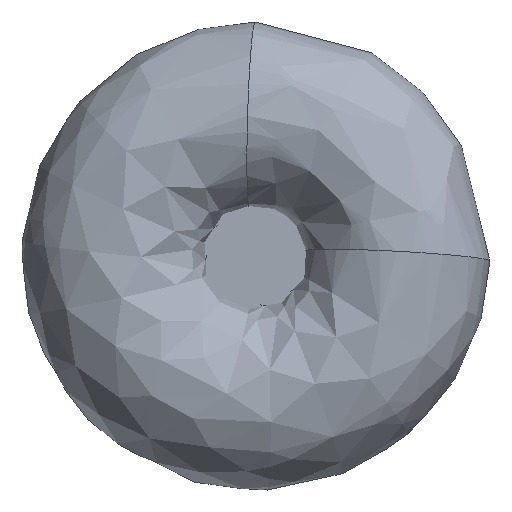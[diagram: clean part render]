
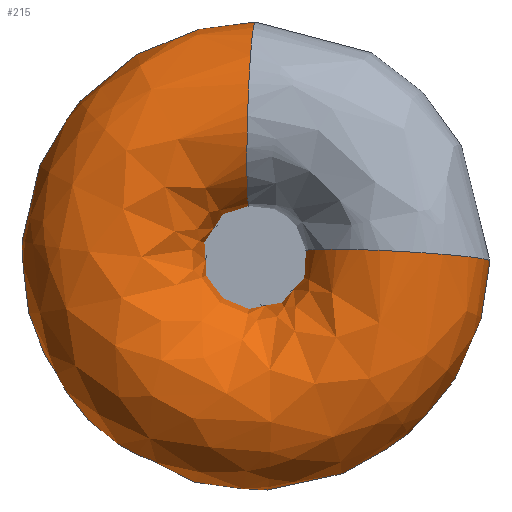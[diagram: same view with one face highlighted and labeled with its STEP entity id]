
A CAD part, left-side view. The second image highlights one B-rep face of the part: STEP entity #215.
In plain terms, the highlighted free-form (B-spline) face has degree [3, 3] with [7, 7] control points.
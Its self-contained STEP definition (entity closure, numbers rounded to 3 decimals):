
#215=ADVANCED_FACE('',(#238,#239),#236,.F.);
#236=(
BOUNDED_SURFACE()
B_SPLINE_SURFACE(3,3,((#533,#534,#535,#536,#537,#538,#539),(#540,#541,#542,
#543,#544,#545,#546),(#547,#548,#549,#550,#551,#552,#553),(#554,#555,#556,
#557,#558,#559,#560),(#561,#562,#563,#564,#565,#566,#567),(#568,#569,#570,
#571,#572,#573,#574),(#575,#576,#577,#578,#579,#580,#581)),
 .UNSPECIFIED.,.T.,.F.,.F.)
B_SPLINE_SURFACE_WITH_KNOTS((1,3,3,3,1),(4,3,4),(-0.5,0.,0.5,1.,1.5),(0.,
0.5,1.),.UNSPECIFIED.)
GEOMETRIC_REPRESENTATION_ITEM()
RATIONAL_B_SPLINE_SURFACE(((1.,0.592,0.592,1.,0.592,
0.592,1.),(0.333,0.197,0.197,
0.333,0.197,0.197,0.333),
(0.333,0.197,0.197,0.333,
0.197,0.197,0.333),(1.,0.592,
0.592,1.,0.592,0.592,1.),(0.333,
0.197,0.197,0.333,0.197,
0.197,0.333),(0.333,0.197,
0.197,0.333,0.197,0.197,
0.333),(1.,0.592,0.592,1.,0.592,
0.592,1.)))
REPRESENTATION_ITEM('')
SURFACE()
);
#238=FACE_BOUND('',#276,.T.);
#239=FACE_BOUND('',#277,.T.);
#276=EDGE_LOOP('',(#316));
#277=EDGE_LOOP('',(#317));
#316=ORIENTED_EDGE('',*,*,#376,.T.);
#317=ORIENTED_EDGE('',*,*,#377,.F.);
#356=VERTEX_POINT('',#530);
#357=VERTEX_POINT('',#532);
#376=EDGE_CURVE('',#356,#356,#396,.T.);
#377=EDGE_CURVE('',#357,#357,#397,.T.);
#396=CIRCLE('',#417,8.);
#397=CIRCLE('',#418,8.);
#417=AXIS2_PLACEMENT_3D('',#529,#454,#455);
#418=AXIS2_PLACEMENT_3D('',#531,#456,#457);
#454=DIRECTION('',(0.052,0.998,0.029));
#455=DIRECTION('',(0.999,-0.052,0.001));
#456=DIRECTION('',(0.052,-0.052,0.997));
#457=DIRECTION('',(0.999,0.,-0.052));
#529=CARTESIAN_POINT('',(7.989,0.278,12.004));
#530=CARTESIAN_POINT('',(15.978,-0.141,12.014));
#531=CARTESIAN_POINT('',(7.989,-12.007,0.001));
#532=CARTESIAN_POINT('',(15.978,-12.007,-0.419));
#533=CARTESIAN_POINT('',(15.978,-12.007,-0.419));
#534=CARTESIAN_POINT('',(15.978,-11.573,-12.881));
#535=CARTESIAN_POINT('',(15.978,0.082,-17.316));
#536=CARTESIAN_POINT('',(15.978,8.691,-8.295));
#537=CARTESIAN_POINT('',(15.978,17.301,0.725));
#538=CARTESIAN_POINT('',(15.978,12.328,12.16));
#539=CARTESIAN_POINT('',(15.978,-0.141,12.014));
#540=CARTESIAN_POINT('',(16.022,3.971,0.416));
#541=CARTESIAN_POINT('',(16.022,3.539,4.538));
#542=CARTESIAN_POINT('',(16.022,-0.427,5.739));
#543=CARTESIAN_POINT('',(16.022,-3.073,2.549));
#544=CARTESIAN_POINT('',(16.022,-5.719,-0.64));
#545=CARTESIAN_POINT('',(16.022,-3.806,-4.316));
#546=CARTESIAN_POINT('',(16.022,0.325,-3.98));
#547=CARTESIAN_POINT('',(0.044,3.971,1.255));
#548=CARTESIAN_POINT('',(0.044,2.669,5.376));
#549=CARTESIAN_POINT('',(0.044,-1.635,5.775));
#550=CARTESIAN_POINT('',(0.044,-3.673,1.963));
#551=CARTESIAN_POINT('',(0.044,-5.71,-1.849));
#552=CARTESIAN_POINT('',(0.044,-2.988,-5.206));
#553=CARTESIAN_POINT('',(0.044,1.163,-3.999));
#554=CARTESIAN_POINT('',(0.,-12.007,0.42));
#555=CARTESIAN_POINT('',(0.,-12.443,-12.042));
#556=CARTESIAN_POINT('',(0.,-1.126,-17.279));
#557=CARTESIAN_POINT('',(0.,8.091,-8.881));
#558=CARTESIAN_POINT('',(0.,17.309,-0.483));
#559=CARTESIAN_POINT('',(0.,13.146,11.271));
#560=CARTESIAN_POINT('',(0.,0.697,11.994));
#561=CARTESIAN_POINT('',(-0.044,-27.985,-0.415));
#562=CARTESIAN_POINT('',(-0.044,-27.554,-29.461));
#563=CARTESIAN_POINT('',(-0.044,-0.617,-40.333));
#564=CARTESIAN_POINT('',(-0.044,19.856,-19.726));
#565=CARTESIAN_POINT('',(-0.044,40.329,0.882));
#566=CARTESIAN_POINT('',(-0.044,29.279,27.747));
#567=CARTESIAN_POINT('',(-0.044,0.231,27.987));
#568=CARTESIAN_POINT('',(15.934,-27.985,-1.254));
#569=CARTESIAN_POINT('',(15.934,-26.684,-30.299));
#570=CARTESIAN_POINT('',(15.934,0.591,-40.37));
#571=CARTESIAN_POINT('',(15.934,20.455,-19.14));
#572=CARTESIAN_POINT('',(15.934,40.32,2.091));
#573=CARTESIAN_POINT('',(15.934,28.461,28.637));
#574=CARTESIAN_POINT('',(15.934,-0.607,28.007));
#575=CARTESIAN_POINT('',(15.978,-12.007,-0.419));
#576=CARTESIAN_POINT('',(15.978,-11.573,-12.881));
#577=CARTESIAN_POINT('',(15.978,0.082,-17.316));
#578=CARTESIAN_POINT('',(15.978,8.691,-8.295));
#579=CARTESIAN_POINT('',(15.978,17.301,0.725));
#580=CARTESIAN_POINT('',(15.978,12.328,12.16));
#581=CARTESIAN_POINT('',(15.978,-0.141,12.014));
